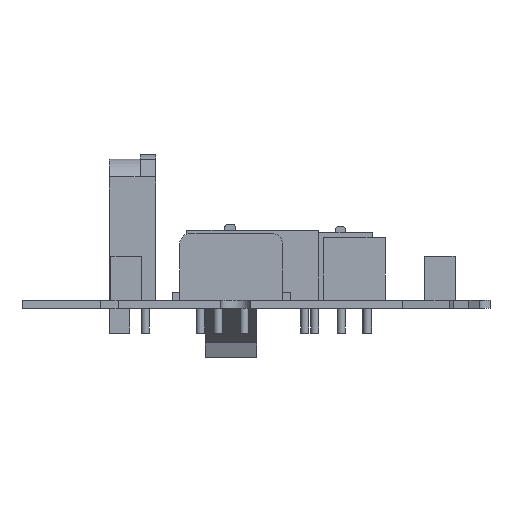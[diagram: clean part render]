
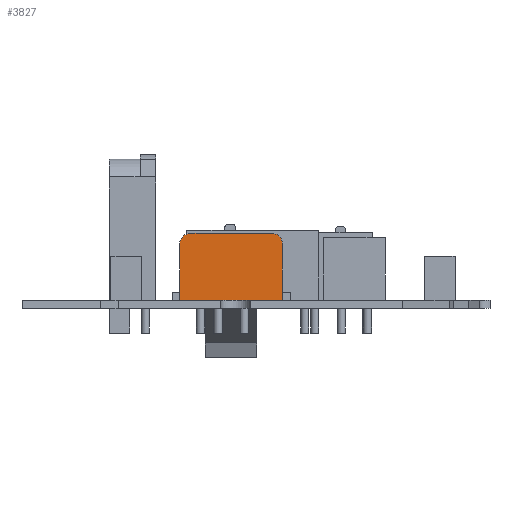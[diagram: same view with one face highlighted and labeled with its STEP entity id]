
A CAD part, front view. The second image highlights one B-rep face of the part: STEP entity #3827.
In plain terms, the highlighted planar face has unit normal (0, -1, 0).
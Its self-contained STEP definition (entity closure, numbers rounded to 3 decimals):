
#158=PLANE('',#4112);
#356=FACE_OUTER_BOUND('',#605,.T.);
#605=EDGE_LOOP('',(#3167,#3168,#3169,#3170,#3171,#3172));
#968=LINE('',#5868,#1423);
#971=LINE('',#5874,#1426);
#972=LINE('',#5876,#1427);
#973=LINE('',#5878,#1428);
#1423=VECTOR('',#4779,10.);
#1426=VECTOR('',#4784,10.);
#1427=VECTOR('',#4785,10.);
#1428=VECTOR('',#4786,10.);
#1694=CIRCLE('',#4109,1.);
#1696=CIRCLE('',#4113,1.);
#1910=VERTEX_POINT('',#5858);
#1911=VERTEX_POINT('',#5859);
#1914=VERTEX_POINT('',#5867);
#1916=VERTEX_POINT('',#5873);
#1917=VERTEX_POINT('',#5875);
#1918=VERTEX_POINT('',#5877);
#2356=EDGE_CURVE('',#1910,#1911,#1694,.T.);
#2360=EDGE_CURVE('',#1911,#1914,#968,.T.);
#2363=EDGE_CURVE('',#1916,#1910,#971,.T.);
#2364=EDGE_CURVE('',#1917,#1916,#972,.T.);
#2365=EDGE_CURVE('',#1917,#1918,#973,.T.);
#2366=EDGE_CURVE('',#1914,#1918,#1696,.T.);
#3167=ORIENTED_EDGE('',*,*,#2356,.F.);
#3168=ORIENTED_EDGE('',*,*,#2363,.F.);
#3169=ORIENTED_EDGE('',*,*,#2364,.F.);
#3170=ORIENTED_EDGE('',*,*,#2365,.T.);
#3171=ORIENTED_EDGE('',*,*,#2366,.F.);
#3172=ORIENTED_EDGE('',*,*,#2360,.F.);
#3827=ADVANCED_FACE('',(#356),#158,.T.);
#4109=AXIS2_PLACEMENT_3D('',#5860,#4771,#4772);
#4112=AXIS2_PLACEMENT_3D('',#5872,#4782,#4783);
#4113=AXIS2_PLACEMENT_3D('',#5879,#4787,#4788);
#4771=DIRECTION('center_axis',(0.,1.,0.));
#4772=DIRECTION('ref_axis',(-0.707,0.,0.707));
#4779=DIRECTION('',(1.,0.,0.));
#4782=DIRECTION('center_axis',(0.,-1.,0.));
#4783=DIRECTION('ref_axis',(1.,0.,0.));
#4784=DIRECTION('',(0.,0.,1.));
#4785=DIRECTION('',(-1.,0.,0.));
#4786=DIRECTION('',(0.,0.,1.));
#4787=DIRECTION('center_axis',(0.,1.,0.));
#4788=DIRECTION('ref_axis',(0.707,0.,0.707));
#5858=CARTESIAN_POINT('',(-5.16,-27.901,6.3));
#5859=CARTESIAN_POINT('',(-4.16,-27.901,7.3));
#5860=CARTESIAN_POINT('Origin',(-4.16,-27.901,6.3));
#5867=CARTESIAN_POINT('',(3.84,-27.901,7.3));
#5868=CARTESIAN_POINT('',(4.84,-27.901,7.3));
#5872=CARTESIAN_POINT('Origin',(-5.16,-27.901,0.8));
#5873=CARTESIAN_POINT('',(-5.16,-27.901,0.8));
#5874=CARTESIAN_POINT('',(-5.16,-27.901,0.8));
#5875=CARTESIAN_POINT('',(4.84,-27.901,0.8));
#5876=CARTESIAN_POINT('',(4.84,-27.901,0.8));
#5877=CARTESIAN_POINT('',(4.84,-27.901,6.3));
#5878=CARTESIAN_POINT('',(4.84,-27.901,0.8));
#5879=CARTESIAN_POINT('Origin',(3.84,-27.901,6.3));
